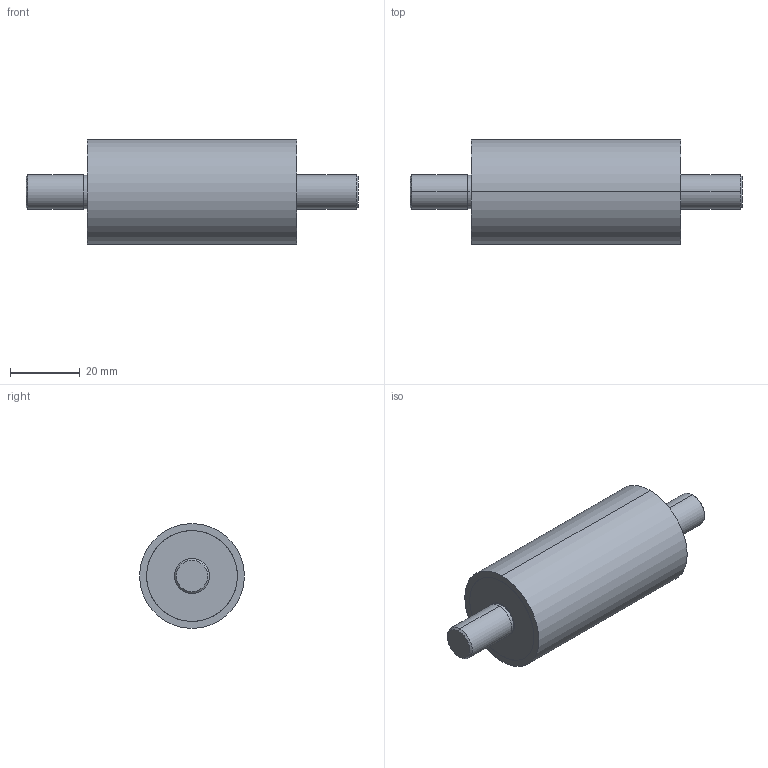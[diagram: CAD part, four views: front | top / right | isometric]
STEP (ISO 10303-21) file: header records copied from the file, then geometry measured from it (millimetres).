
FILE_DESCRIPTION (( 'STEP AP203' ), '1' );
FILE_NAME ('0777.STEP', '2014-03-31T09:05:57', ( '' ), ( '' ), 'SwSTEP 2.0', 'SolidWorks 2012', '' );
FILE_SCHEMA (( 'CONFIG_CONTROL_DESIGN' ));
Length unit declared in the file: millimetre
Products named in the file (1): 0777
Bounding box: 95 x 30 x 30 mm (x, y, z)
Surface area: 13153.3 mm2 (no closed solid volume)
Topology: 0 solids, 5 shells, 28 faces, 62 edges, 40 vertices
Faces by surface type: cylinder 18, plane 6, cone 4
Entity records: 859 total; most frequent: DIRECTION 160, CARTESIAN_POINT 131, ORIENTED_EDGE 108, AXIS2_PLACEMENT_3D 69, EDGE_CURVE 62, CIRCLE 40, VERTEX_POINT 40, EDGE_LOOP 32
